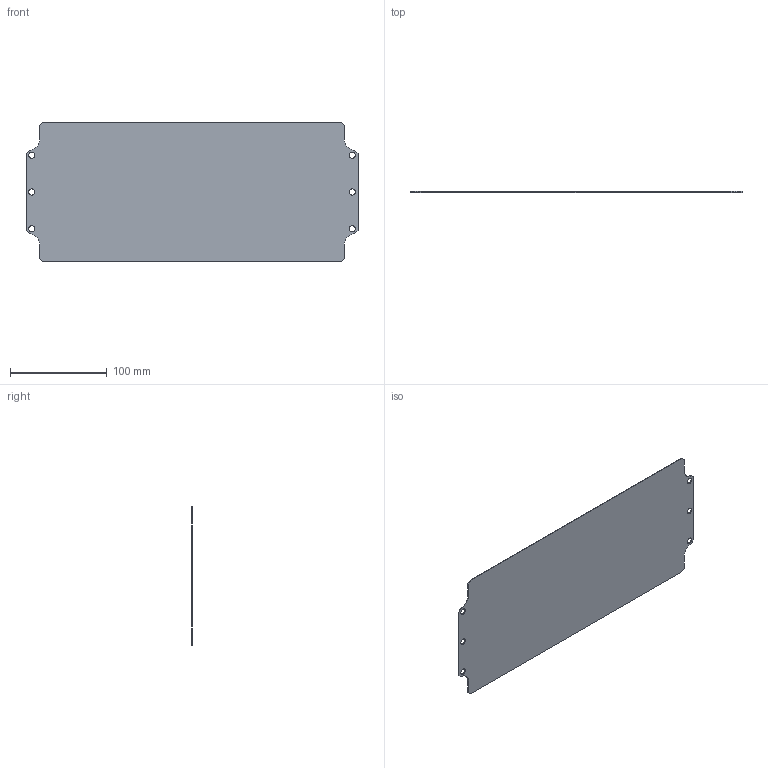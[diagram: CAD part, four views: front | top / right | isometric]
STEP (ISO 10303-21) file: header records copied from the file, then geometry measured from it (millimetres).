
FILE_DESCRIPTION (( 'STEP AP203' ), '1' );
FILE_NAME ('1590ZGRP163PL.step', '2020-11-14T20:13:22', ( 'ADC123' ), ( 'Microsoft' ), 'SwSTEP 2.0', 'SolidWorks 2019', '' );
FILE_SCHEMA (( 'CONFIG_CONTROL_DESIGN' ));
Length unit declared in the file: inch
Products named in the file (1): 1590ZGRP163PL
Bounding box: 344 x 1 x 144 mm (x, y, z)
Volume: 47785.4 mm3; surface area: 96632.5 mm2
Topology: 1 solids, 1 shells, 28 faces, 78 edges, 52 vertices
Faces by surface type: plane 18, cylinder 10
Full cylindrical faces by diameter (mm): 6.35 x6
Entity records: 975 total; most frequent: CARTESIAN_POINT 153, DIRECTION 150, ORIENTED_EDGE 144, EDGE_CURVE 72, LINE 52, VERTEX_POINT 52, VECTOR 52, AXIS2_PLACEMENT_3D 49
